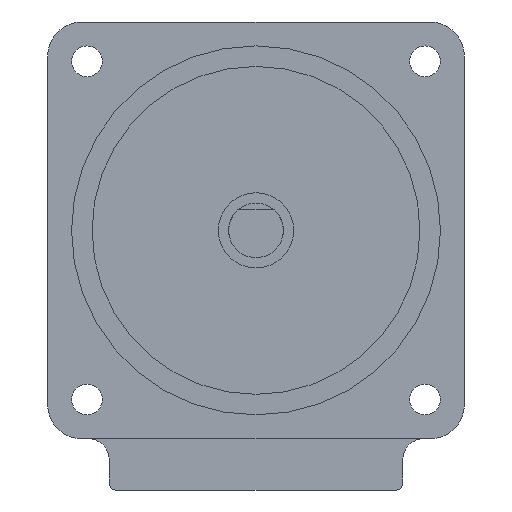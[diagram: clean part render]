
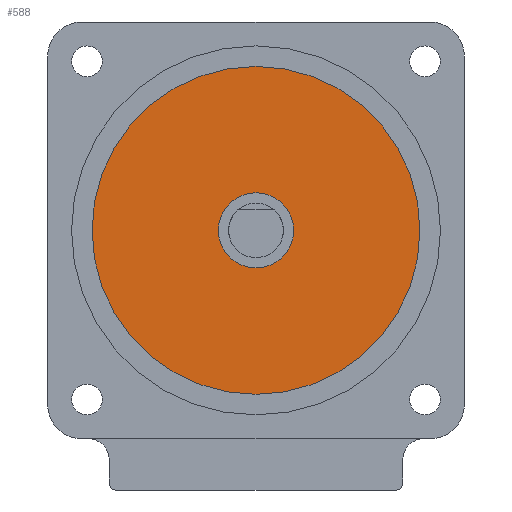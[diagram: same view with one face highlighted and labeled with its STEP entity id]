
A CAD part, left-side view. The second image highlights one B-rep face of the part: STEP entity #588.
In plain terms, the highlighted planar face has unit normal (-1, 0, 0).
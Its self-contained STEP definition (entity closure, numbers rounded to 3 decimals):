
#568=CARTESIAN_POINT('POINT539',(0.,0.,
   24.));
#569=VERTEX_POINT('VERTEX539',#568);
#570=CARTESIAN_POINT('POINT540',(0.,
   0.,-24.));
#571=VERTEX_POINT('VERTEX540',#570);
#572=CARTESIAN_POINT('POS822',(0.,0.,0.));
#573=DIRECTION('DIR1267',(1.,0.,0.));
#574=DIRECTION('DIR1268',(0.,0.,1.));
#575=AXIS2_PLACEMENT_3D('AXIS446',#572,#573,#574);
#576=CIRCLE('ELLIPSE198',#575,24.);
#577=EDGE_CURVE('EDGE869',#569,#571,#576,.T.);
#578=ORIENTED_EDGE('COEDGE1721',*,*,#577,.F.);
#579=EDGE_CURVE('EDGE870',#571,#569,#576,.T.);
#580=ORIENTED_EDGE('COEDGE1722',*,*,#579,.F.);
#581=EDGE_LOOP('NONE',(#578,#580));
#582=FACE_BOUND('LOOP1',#581,.T.);
#583=CARTESIAN_POINT('POS823',(0.,0.,12.)
   );
#584=DIRECTION('DIR1269',(1.,0.,0.));
#585=DIRECTION('DIR1270',(0.,1.,0.));
#586=AXIS2_PLACEMENT_3D('AXIS447',#583,#584,#585);
#587=PLANE('PLANE166',#586);
#588=ADVANCED_FACE('FACE384',(#582),#587,.F.);
